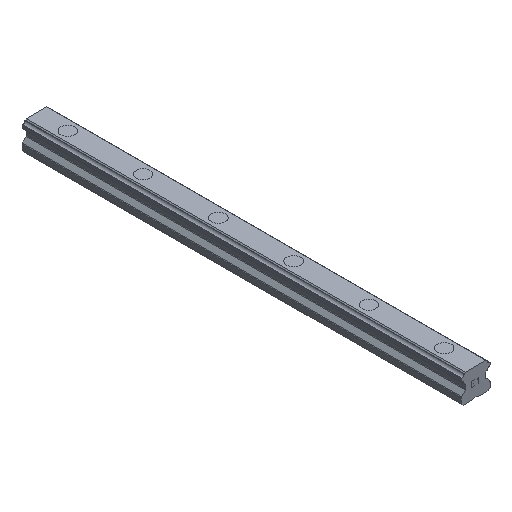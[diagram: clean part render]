
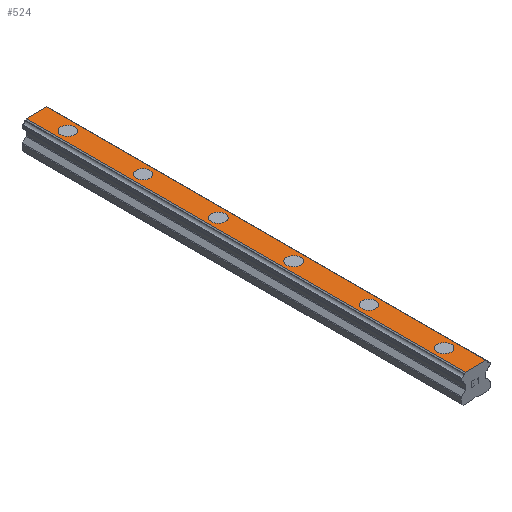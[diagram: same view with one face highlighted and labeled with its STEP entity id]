
A CAD part, isometric view. The second image highlights one B-rep face of the part: STEP entity #524.
In plain terms, the highlighted planar face has unit normal (0, 0, 1).
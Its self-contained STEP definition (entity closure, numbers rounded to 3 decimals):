
#524=ADVANCED_FACE('',(#1076,#1077,#1078,#1079,#1080,#1081,#1082),#1083,.T.);
#1076=FACE_BOUND('',#1649,.T.);
#1077=FACE_BOUND('',#1650,.T.);
#1078=FACE_BOUND('',#1651,.T.);
#1079=FACE_BOUND('',#1652,.T.);
#1080=FACE_BOUND('',#1653,.T.);
#1081=FACE_BOUND('',#1654,.T.);
#1082=FACE_OUTER_BOUND('',#1655,.T.);
#1083=PLANE('',#1656);
#1649=EDGE_LOOP('',(#3224,#3225));
#1650=EDGE_LOOP('',(#3226,#3227));
#1651=EDGE_LOOP('',(#3228,#3229));
#1652=EDGE_LOOP('',(#3230,#3231));
#1653=EDGE_LOOP('',(#3232,#3233));
#1654=EDGE_LOOP('',(#3234,#3235));
#1655=EDGE_LOOP('',(#3236,#3237,#3238,#3239));
#1656=AXIS2_PLACEMENT_3D('',#3240,#3241,#3242);
#3224=ORIENTED_EDGE('',*,*,#3535,.T.);
#3225=ORIENTED_EDGE('',*,*,#3939,.T.);
#3226=ORIENTED_EDGE('',*,*,#3521,.T.);
#3227=ORIENTED_EDGE('',*,*,#3969,.T.);
#3228=ORIENTED_EDGE('',*,*,#3507,.T.);
#3229=ORIENTED_EDGE('',*,*,#3984,.T.);
#3230=ORIENTED_EDGE('',*,*,#3493,.T.);
#3231=ORIENTED_EDGE('',*,*,#3999,.T.);
#3232=ORIENTED_EDGE('',*,*,#3479,.T.);
#3233=ORIENTED_EDGE('',*,*,#4014,.T.);
#3234=ORIENTED_EDGE('',*,*,#3465,.T.);
#3235=ORIENTED_EDGE('',*,*,#4029,.T.);
#3236=ORIENTED_EDGE('',*,*,#3917,.T.);
#3237=ORIENTED_EDGE('',*,*,#4084,.F.);
#3238=ORIENTED_EDGE('',*,*,#3781,.F.);
#3239=ORIENTED_EDGE('',*,*,#4082,.T.);
#3240=CARTESIAN_POINT('',(0.0,350.0,22.));
#3241=DIRECTION('',(0.0,0.0,1.0));
#3242=DIRECTION('',(-1.0,0.0,-0.0));
#3465=EDGE_CURVE('',#4154,#4151,#4155,.T.);
#3479=EDGE_CURVE('',#4180,#4177,#4181,.T.);
#3493=EDGE_CURVE('',#4206,#4203,#4207,.T.);
#3507=EDGE_CURVE('',#4232,#4229,#4233,.T.);
#3521=EDGE_CURVE('',#4258,#4255,#4259,.T.);
#3535=EDGE_CURVE('',#4284,#4281,#4285,.T.);
#3781=EDGE_CURVE('',#4653,#4655,#4656,.T.);
#3917=EDGE_CURVE('',#4882,#4880,#4883,.T.);
#3939=EDGE_CURVE('',#4281,#4284,#4924,.T.);
#3969=EDGE_CURVE('',#4255,#4258,#4963,.T.);
#3984=EDGE_CURVE('',#4229,#4232,#4981,.T.);
#3999=EDGE_CURVE('',#4203,#4206,#4999,.T.);
#4014=EDGE_CURVE('',#4177,#4180,#5017,.T.);
#4029=EDGE_CURVE('',#4151,#4154,#5035,.T.);
#4082=EDGE_CURVE('',#4653,#4882,#5091,.T.);
#4084=EDGE_CURVE('',#4655,#4880,#5093,.T.);
#4151=VERTEX_POINT('',#5162);
#4154=VERTEX_POINT('',#5166);
#4155=CIRCLE('',#5167,5.5);
#4177=VERTEX_POINT('',#5192);
#4180=VERTEX_POINT('',#5196);
#4181=CIRCLE('',#5197,5.5);
#4203=VERTEX_POINT('',#5222);
#4206=VERTEX_POINT('',#5226);
#4207=CIRCLE('',#5227,5.5);
#4229=VERTEX_POINT('',#5252);
#4232=VERTEX_POINT('',#5256);
#4233=CIRCLE('',#5257,5.5);
#4255=VERTEX_POINT('',#5282);
#4258=VERTEX_POINT('',#5286);
#4259=CIRCLE('',#5287,5.5);
#4281=VERTEX_POINT('',#5312);
#4284=VERTEX_POINT('',#5316);
#4285=CIRCLE('',#5317,5.5);
#4653=VERTEX_POINT('',#5822);
#4655=VERTEX_POINT('',#5825);
#4656=LINE('',#5826,#5827);
#4880=VERTEX_POINT('',#6139);
#4882=VERTEX_POINT('',#6142);
#4883=LINE('',#6143,#6144);
#4924=CIRCLE('',#6194,5.5);
#4963=CIRCLE('',#6244,5.5);
#4981=CIRCLE('',#6265,5.5);
#4999=CIRCLE('',#6286,5.5);
#5017=CIRCLE('',#6307,5.5);
#5035=CIRCLE('',#6328,5.5);
#5091=LINE('',#6406,#6407);
#5093=LINE('',#6409,#6410);
#5162=CARTESIAN_POINT('',(5.5,25.0,22.));
#5166=CARTESIAN_POINT('',(-5.5,25.0,22.));
#5167=AXIS2_PLACEMENT_3D('',#6503,#6504,#6505);
#5192=CARTESIAN_POINT('',(5.5,85.0,22.));
#5196=CARTESIAN_POINT('',(-5.5,85.0,22.));
#5197=AXIS2_PLACEMENT_3D('',#6531,#6532,#6533);
#5222=CARTESIAN_POINT('',(5.5,145.0,22.));
#5226=CARTESIAN_POINT('',(-5.5,145.0,22.));
#5227=AXIS2_PLACEMENT_3D('',#6559,#6560,#6561);
#5252=CARTESIAN_POINT('',(5.5,205.0,22.));
#5256=CARTESIAN_POINT('',(-5.5,205.0,22.));
#5257=AXIS2_PLACEMENT_3D('',#6587,#6588,#6589);
#5282=CARTESIAN_POINT('',(5.5,265.0,22.));
#5286=CARTESIAN_POINT('',(-5.5,265.0,22.));
#5287=AXIS2_PLACEMENT_3D('',#6615,#6616,#6617);
#5312=CARTESIAN_POINT('',(5.5,325.0,22.));
#5316=CARTESIAN_POINT('',(-5.5,325.0,22.));
#5317=AXIS2_PLACEMENT_3D('',#6643,#6644,#6645);
#5822=CARTESIAN_POINT('',(-8.3,350.0,22.));
#5825=CARTESIAN_POINT('',(8.3,350.0,22.));
#5826=CARTESIAN_POINT('',(-8.3,350.0,22.));
#5827=VECTOR('',#6910,1.0);
#6139=CARTESIAN_POINT('',(8.3,0.0,22.));
#6142=CARTESIAN_POINT('',(-8.3,0.0,22.));
#6143=CARTESIAN_POINT('',(-8.3,0.0,22.));
#6144=VECTOR('',#7066,1.0);
#6194=AXIS2_PLACEMENT_3D('',#7109,#7110,#7111);
#6244=AXIS2_PLACEMENT_3D('',#7156,#7157,#7158);
#6265=AXIS2_PLACEMENT_3D('',#7177,#7178,#7179);
#6286=AXIS2_PLACEMENT_3D('',#7198,#7199,#7200);
#6307=AXIS2_PLACEMENT_3D('',#7219,#7220,#7221);
#6328=AXIS2_PLACEMENT_3D('',#7240,#7241,#7242);
#6406=CARTESIAN_POINT('',(-8.3,350.0,22.));
#6407=VECTOR('',#7280,1.0);
#6409=CARTESIAN_POINT('',(8.3,350.0,22.));
#6410=VECTOR('',#7281,1.0);
#6503=CARTESIAN_POINT('',(0.0,25.0,22.));
#6504=DIRECTION('',(0.0,0.0,-1.0));
#6505=DIRECTION('',(1.0,0.0,0.0));
#6531=CARTESIAN_POINT('',(0.0,85.0,22.));
#6532=DIRECTION('',(0.0,0.0,-1.0));
#6533=DIRECTION('',(1.0,0.0,0.0));
#6559=CARTESIAN_POINT('',(0.0,145.0,22.));
#6560=DIRECTION('',(0.0,0.0,-1.0));
#6561=DIRECTION('',(1.0,0.0,0.0));
#6587=CARTESIAN_POINT('',(0.0,205.0,22.));
#6588=DIRECTION('',(0.0,0.0,-1.0));
#6589=DIRECTION('',(1.0,0.0,0.0));
#6615=CARTESIAN_POINT('',(0.0,265.0,22.));
#6616=DIRECTION('',(0.0,0.0,-1.0));
#6617=DIRECTION('',(1.0,0.0,0.0));
#6643=CARTESIAN_POINT('',(0.0,325.0,22.));
#6644=DIRECTION('',(0.0,0.0,-1.0));
#6645=DIRECTION('',(1.0,0.0,0.0));
#6910=DIRECTION('',(1.0,0.0,0.0));
#7066=DIRECTION('',(1.0,0.0,0.0));
#7109=CARTESIAN_POINT('',(0.0,325.0,22.));
#7110=DIRECTION('',(0.0,0.0,-1.0));
#7111=DIRECTION('',(1.0,0.0,0.0));
#7156=CARTESIAN_POINT('',(0.0,265.0,22.));
#7157=DIRECTION('',(0.0,0.0,-1.0));
#7158=DIRECTION('',(1.0,0.0,0.0));
#7177=CARTESIAN_POINT('',(0.0,205.0,22.));
#7178=DIRECTION('',(0.0,0.0,-1.0));
#7179=DIRECTION('',(1.0,0.0,0.0));
#7198=CARTESIAN_POINT('',(0.0,145.0,22.));
#7199=DIRECTION('',(0.0,0.0,-1.0));
#7200=DIRECTION('',(1.0,0.0,0.0));
#7219=CARTESIAN_POINT('',(0.0,85.0,22.));
#7220=DIRECTION('',(0.0,0.0,-1.0));
#7221=DIRECTION('',(1.0,0.0,0.0));
#7240=CARTESIAN_POINT('',(0.0,25.0,22.));
#7241=DIRECTION('',(0.0,0.0,-1.0));
#7242=DIRECTION('',(1.0,0.0,0.0));
#7280=DIRECTION('',(0.0,-1.0,0.0));
#7281=DIRECTION('',(0.0,-1.0,0.0));
